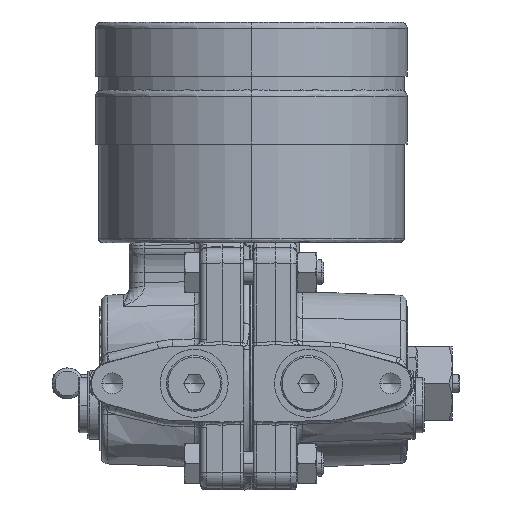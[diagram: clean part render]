
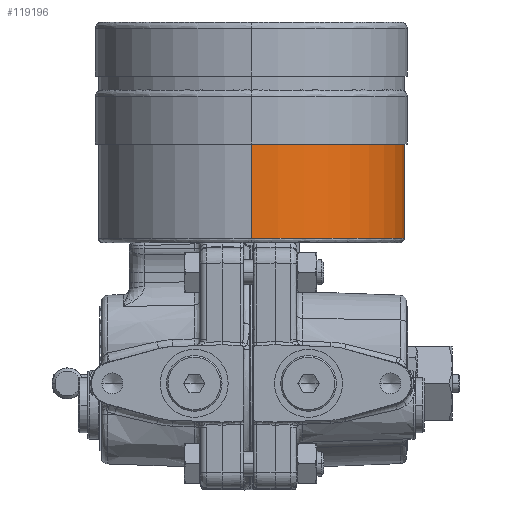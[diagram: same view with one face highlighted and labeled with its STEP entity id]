
A CAD part, front view. The second image highlights one B-rep face of the part: STEP entity #119196.
In plain terms, the highlighted free-form (B-spline) face has degree [8, 1] with [9, 2] control points.
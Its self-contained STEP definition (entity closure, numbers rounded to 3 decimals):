
#33642=CARTESIAN_POINT('',(-0.7,-17.1,42.));
#33643=DIRECTION('',(0.,0.,-1.));
#33644=DIRECTION('',(0.,1.,0.));
#33645=AXIS2_PLACEMENT_3D('',#33642,#33643,#33644);
#33647=DIRECTION('',(0.,0.,-1.));
#33648=VECTOR('',#33647,30.5);
#33649=CARTESIAN_POINT('',(-0.7,32.4,72.5));
#33650=LINE('',#33649,#33648);
#33656=DIRECTION('',(0.,0.,-1.));
#33657=VECTOR('',#33656,30.5);
#33658=CARTESIAN_POINT('',(-0.7,-66.6,72.5));
#33659=LINE('',#33658,#33657);
#33670=CARTESIAN_POINT('',(-0.7,-17.1,72.5));
#33671=DIRECTION('',(0.,0.,-1.));
#33672=DIRECTION('',(0.,1.,0.));
#33673=AXIS2_PLACEMENT_3D('',#33670,#33671,#33672);
#51343=CARTESIAN_POINT('',(-0.7,32.4,42.));
#51344=CARTESIAN_POINT('',(-0.7,-66.6,42.));
#51345=VERTEX_POINT('',#51343);
#51346=VERTEX_POINT('',#51344);
#51347=CARTESIAN_POINT('',(-0.7,-66.6,72.5));
#51348=VERTEX_POINT('',#51347);
#51349=CARTESIAN_POINT('',(-0.7,32.4,72.5));
#51350=VERTEX_POINT('',#51349);
#119168=CARTESIAN_POINT('',(-3.808,-66.503,41.39));
#119169=CARTESIAN_POINT('',(-3.808,-66.503,73.11));
#119170=CARTESIAN_POINT('',(16.368,-67.772,41.39));
#119171=CARTESIAN_POINT('',(16.368,-67.772,73.11));
#119172=CARTESIAN_POINT('',(37.137,-59.624,41.39));
#119173=CARTESIAN_POINT('',(37.137,-59.624,73.11));
#119174=CARTESIAN_POINT('',(53.369,-41.752,41.39));
#119175=CARTESIAN_POINT('',(53.369,-41.752,73.11));
#119176=CARTESIAN_POINT('',(59.738,-17.094,41.39));
#119177=CARTESIAN_POINT('',(59.738,-17.094,73.11));
#119178=CARTESIAN_POINT('',(53.369,7.544,41.39));
#119179=CARTESIAN_POINT('',(53.369,7.544,73.11));
#119180=CARTESIAN_POINT('',(37.137,25.424,41.39));
#119181=CARTESIAN_POINT('',(37.137,25.424,73.11));
#119182=CARTESIAN_POINT('',(16.368,33.572,41.39));
#119183=CARTESIAN_POINT('',(16.368,33.572,73.11));
#119184=CARTESIAN_POINT('',(-3.808,32.303,41.39));
#119185=CARTESIAN_POINT('',(-3.808,32.303,73.11));
#119186=B_SPLINE_SURFACE_WITH_KNOTS('',8,1,((#119168,#119169),(#119170,#119171),
(#119172,#119173),(#119174,#119175),(#119176,#119177),(#119178,#119179),
(#119180,#119181),(#119182,#119183),(#119184,#119185)),.UNSPECIFIED.,.F.,.F.,
.F.,(9,9),(2,2),(0.,3.267),(-15.86,15.86),
.UNSPECIFIED.);
#119187=ORIENTED_EDGE('',*,*,#119160,.T.);
#119189=ORIENTED_EDGE('',*,*,#119188,.F.);
#119191=ORIENTED_EDGE('',*,*,#119190,.F.);
#119193=ORIENTED_EDGE('',*,*,#119192,.T.);
#119194=EDGE_LOOP('',(#119187,#119189,#119191,#119193));
#119195=FACE_OUTER_BOUND('',#119194,.F.);
#119196=ADVANCED_FACE('',(#119195),#119186,.T.);
#33646=CIRCLE('',#33645,49.5);
#33674=CIRCLE('',#33673,49.5);
#119160=EDGE_CURVE('',#51345,#51346,#33646,.T.);
#119188=EDGE_CURVE('',#51348,#51346,#33659,.T.);
#119190=EDGE_CURVE('',#51350,#51348,#33674,.T.);
#119192=EDGE_CURVE('',#51350,#51345,#33650,.T.);
